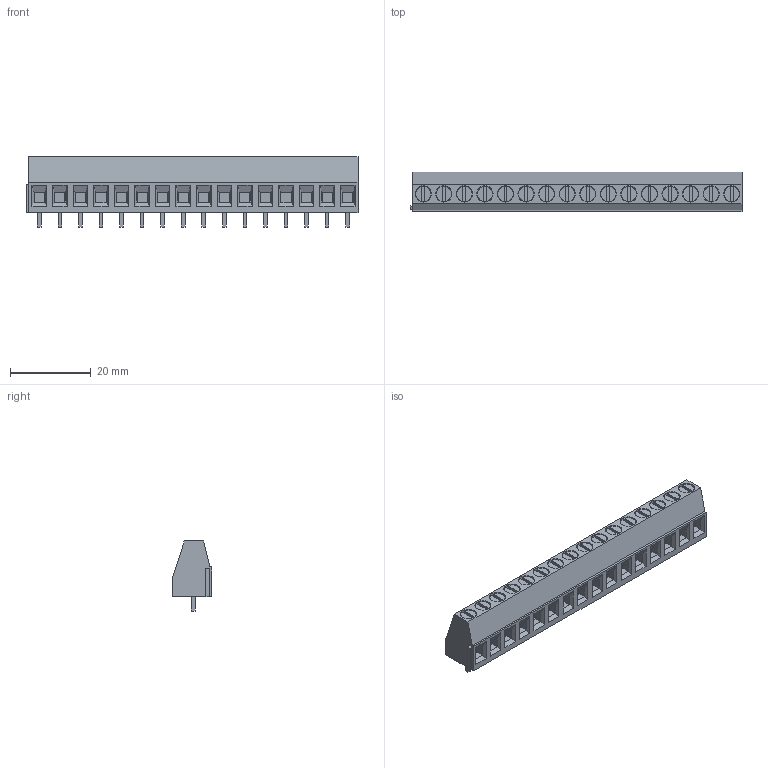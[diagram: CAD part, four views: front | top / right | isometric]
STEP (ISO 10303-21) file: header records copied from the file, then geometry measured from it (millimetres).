
FILE_DESCRIPTION(/* description */ ('model of TerminalBlock_Phoenix_MKDS-1,5-16-5.08_1x16_P5.08mm_Horizontal'),/* implementation_level */ '2;1');
FILE_NAME(/* name */ 'TerminalBlock_Phoenix_MKDS-1,5-16-5.08_1x16_P5.08mm_Horizontal.step',/* time_stamp */ '1970-01-01T00:00:00',/* author */ ('KiCAD','kicad'),/* organization */ ('OCCT'),/* preprocessor_version */ '',/* originating_system */ 'KiCAD',/* authorisation */ '');
FILE_SCHEMA(('AUTOMOTIVE_DESIGN { 1 0 10303 214 1 1 1 1 }'));
Length unit declared in the file: millimetre
Products named in the file (1): TerminalBlock_Phoenix_MKDS-1,5-16-5.08_1x16_P5.08mm_Horizontal
Bounding box: 82.02 x 9.8 x 17.3 mm (x, y, z)
Volume: 8141.9 mm3; surface area: 9040.3 mm2
Topology: 1 solids, 1 shells, 593 faces, 1485 edges, 926 vertices
Faces by surface type: plane 497, bspline 64, cylinder 32
Full cylindrical faces by diameter (mm): 3.8 x16, 4 x16
Entity records: 11043 total; most frequent: ORIENTED_EDGE 2421, EDGE_CURVE 1485, CARTESIAN_POINT 1481, LINE 971, VERTEX_POINT 926, FACE_BOUND 657, EDGE_LOOP 657, ADVANCED_FACE 593
